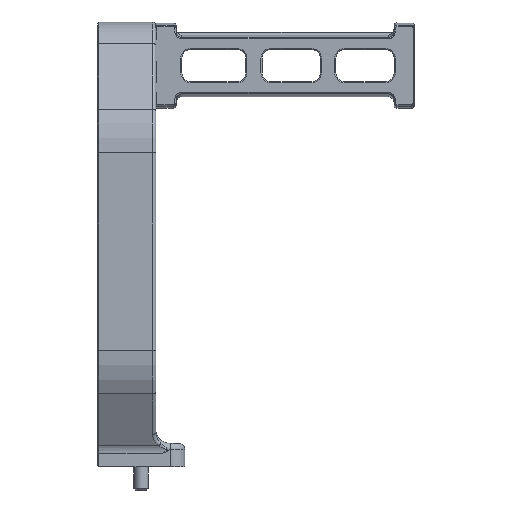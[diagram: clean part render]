
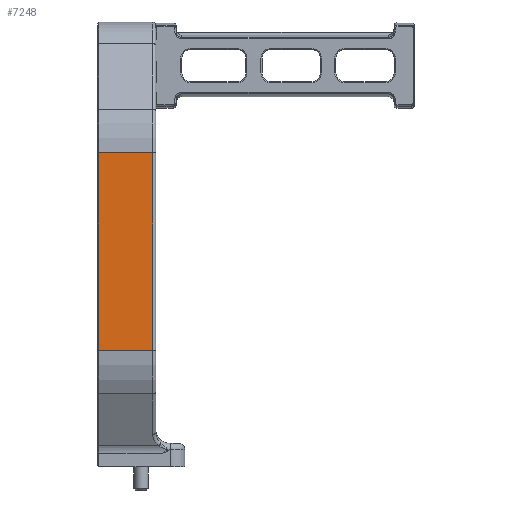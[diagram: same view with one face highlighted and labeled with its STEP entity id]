
A CAD part, front view. The second image highlights one B-rep face of the part: STEP entity #7248.
In plain terms, the highlighted planar face has unit normal (0, -1, 0).
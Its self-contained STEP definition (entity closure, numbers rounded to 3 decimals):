
#530=PLANE('',#8068);
#949=FACE_OUTER_BOUND('',#1417,.T.);
#1417=EDGE_LOOP('',(#6560,#6561,#6562,#6563));
#1893=LINE('',#15198,#2498);
#2005=LINE('',#15597,#2610);
#2029=LINE('',#15654,#2634);
#2030=LINE('',#15656,#2635);
#2498=VECTOR('',#9578,10.);
#2610=VECTOR('',#9960,10.);
#2634=VECTOR('',#10030,10.);
#2635=VECTOR('',#10033,10.);
#3463=VERTEX_POINT('',#15192);
#3464=VERTEX_POINT('',#15196);
#3570=VERTEX_POINT('',#15592);
#3571=VERTEX_POINT('',#15596);
#4385=EDGE_CURVE('',#3464,#3463,#1893,.T.);
#4565=EDGE_CURVE('',#3570,#3571,#2005,.T.);
#4595=EDGE_CURVE('',#3571,#3464,#2029,.T.);
#4596=EDGE_CURVE('',#3463,#3570,#2030,.T.);
#6560=ORIENTED_EDGE('',*,*,#4385,.F.);
#6561=ORIENTED_EDGE('',*,*,#4595,.F.);
#6562=ORIENTED_EDGE('',*,*,#4565,.F.);
#6563=ORIENTED_EDGE('',*,*,#4596,.F.);
#7248=ADVANCED_FACE('',(#949),#530,.T.);
#8068=AXIS2_PLACEMENT_3D('',#15655,#10031,#10032);
#9578=DIRECTION('',(0.,0.,-1.));
#9960=DIRECTION('',(0.,0.,1.));
#10030=DIRECTION('',(1.,0.,0.));
#10031=DIRECTION('center_axis',(0.,-1.,0.));
#10032=DIRECTION('ref_axis',(0.,0.,
-1.));
#10033=DIRECTION('',(-1.,0.,0.));
#15192=CARTESIAN_POINT('',(6.,-9.,-92.657));
#15196=CARTESIAN_POINT('',(6.,-9.,-24.7));
#15198=CARTESIAN_POINT('',(6.,-9.,-36.431));
#15592=CARTESIAN_POINT('',(-12.6,-9.,-92.657));
#15596=CARTESIAN_POINT('',(-12.6,-9.,-24.7));
#15597=CARTESIAN_POINT('',(-12.6,-9.,-74.681));
#15654=CARTESIAN_POINT('',(-13.,-9.,-24.7));
#15655=CARTESIAN_POINT('Origin',(-13.,-9.,-16.662));
#15656=CARTESIAN_POINT('',(-13.,-9.,-92.657));
